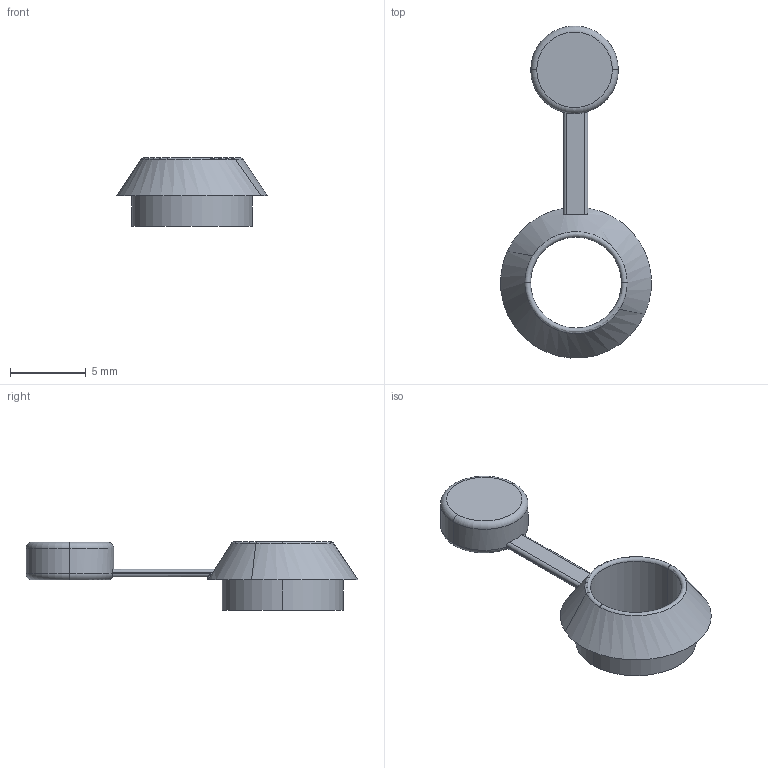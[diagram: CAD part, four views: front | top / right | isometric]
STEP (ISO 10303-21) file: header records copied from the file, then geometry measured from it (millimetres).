
FILE_DESCRIPTION (( 'STEP AP203' ), '1' );
FILE_NAME ('PolyBox Tapon.STEP', '2016-12-07T06:54:23', ( '' ), ( '' ), 'SwSTEP 2.0', 'SolidWorks 2016', '' );
FILE_SCHEMA (( 'CONFIG_CONTROL_DESIGN' ));
Length unit declared in the file: millimetre
Products named in the file (1): PolyBox Tapon
Bounding box: 9.97 x 21.98 x 4.52 mm (x, y, z)
Volume: 178.4 mm3; surface area: 387.2 mm2
Topology: 1 solids, 1 shells, 72 faces, 196 edges, 128 vertices
Faces by surface type: bspline 39, plane 14, cylinder 13, torus 6
Entity records: 2530 total; most frequent: CARTESIAN_POINT 901, ORIENTED_EDGE 392, DIRECTION 207, EDGE_CURVE 196, VERTEX_POINT 128, B_SPLINE_CURVE_WITH_KNOTS 89, EDGE_LOOP 76, ADVANCED_FACE 72
